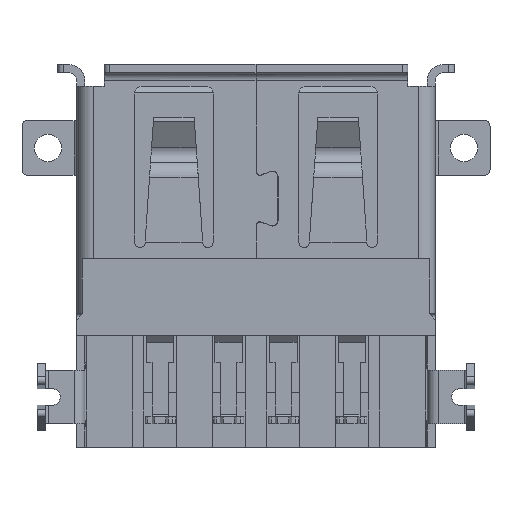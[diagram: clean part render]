
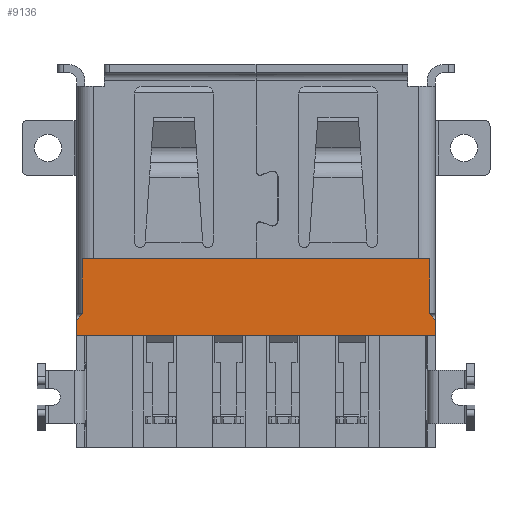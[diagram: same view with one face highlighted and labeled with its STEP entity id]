
A CAD part, front view. The second image highlights one B-rep face of the part: STEP entity #9136.
In plain terms, the highlighted planar face has unit normal (0, -1, 0).
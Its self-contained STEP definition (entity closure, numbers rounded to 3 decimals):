
#296 = DIRECTION ( 'NONE',  ( 0., 0., 1. ) ) ;
#524 = CARTESIAN_POINT ( 'NONE',  ( -6.35, -3.63, -1.7 ) ) ;
#878 = CARTESIAN_POINT ( 'NONE',  ( 6.55, -3.63, -2.5 ) ) ;
#908 = CARTESIAN_POINT ( 'NONE',  ( -6.55, -3.63, -2.5 ) ) ;
#1073 = ORIENTED_EDGE ( 'NONE', *, *, #11561, .T. ) ;
#1200 = DIRECTION ( 'NONE',  ( 0., 0., -1. ) ) ;
#1296 = CARTESIAN_POINT ( 'NONE',  ( -6.35, -3.63, 0.3 ) ) ;
#1370 = LINE ( 'NONE', #5859, #10924 ) ;
#1865 = CARTESIAN_POINT ( 'NONE',  ( 6.55, -3.63, -2.5 ) ) ;
#2529 = VECTOR ( 'NONE', #16744, 1000. ) ;
#2934 = DIRECTION ( 'NONE',  ( 0., -1., 0. ) ) ;
#4023 = VERTEX_POINT ( 'NONE', #6126 ) ;
#4112 = CARTESIAN_POINT ( 'NONE',  ( 0., -3.63, 0.3 ) ) ;
#4181 = CARTESIAN_POINT ( 'NONE',  ( 6.35, -3.63, 0. ) ) ;
#4526 = VERTEX_POINT ( 'NONE', #8827 ) ;
#4561 = EDGE_CURVE ( 'NONE', #9053, #9336, #7902, .T. ) ;
#5067 = EDGE_CURVE ( 'NONE', #19396, #11478, #15863, .T. ) ;
#5787 = VERTEX_POINT ( 'NONE', #908 ) ;
#5822 = CARTESIAN_POINT ( 'NONE',  ( -6.35, -3.63, 0. ) ) ;
#5859 = CARTESIAN_POINT ( 'NONE',  ( -6.55, -3.63, 0. ) ) ;
#5892 = ORIENTED_EDGE ( 'NONE', *, *, #16090, .F. ) ;
#6126 = CARTESIAN_POINT ( 'NONE',  ( 6.35, -3.63, -1.7 ) ) ;
#6344 = VECTOR ( 'NONE', #17579, 1000. ) ;
#6601 = VECTOR ( 'NONE', #8825, 1000. ) ;
#7902 = LINE ( 'NONE', #5822, #2529 ) ;
#8198 = VECTOR ( 'NONE', #16141, 1000. ) ;
#8290 = LINE ( 'NONE', #11517, #6344 ) ;
#8399 = EDGE_CURVE ( 'NONE', #5787, #19396, #13243, .T. ) ;
#8622 = DIRECTION ( 'NONE',  ( 0., 0., 1. ) ) ;
#8667 = DIRECTION ( 'NONE',  ( 1., 0., 0. ) ) ;
#8825 = DIRECTION ( 'NONE',  ( -1., 0., 0. ) ) ;
#8827 = CARTESIAN_POINT ( 'NONE',  ( 6.35, -3.63, 0.3 ) ) ;
#9021 = CARTESIAN_POINT ( 'NONE',  ( 6.55, -3.63, -1.95 ) ) ;
#9053 = VERTEX_POINT ( 'NONE', #1296 ) ;
#9136 = ADVANCED_FACE ( 'NONE', ( #18298 ), #18701, .T. ) ;
#9336 = VERTEX_POINT ( 'NONE', #524 ) ;
#9515 = ORIENTED_EDGE ( 'NONE', *, *, #12609, .T. ) ;
#10105 = VERTEX_POINT ( 'NONE', #12054 ) ;
#10128 = EDGE_LOOP ( 'NONE', ( #1073, #12250, #18065, #5892, #13097, #14630, #15090, #9515 ) ) ;
#10354 = VECTOR ( 'NONE', #8622, 1000. ) ;
#10514 = LINE ( 'NONE', #4112, #6601 ) ;
#10924 = VECTOR ( 'NONE', #1200, 1000. ) ;
#11151 = LINE ( 'NONE', #11245, #8198 ) ;
#11245 = CARTESIAN_POINT ( 'NONE',  ( -6.35, -3.63, -1.7 ) ) ;
#11304 = CARTESIAN_POINT ( 'NONE',  ( 6.55, -3.63, 0. ) ) ;
#11478 = VERTEX_POINT ( 'NONE', #9021 ) ;
#11517 = CARTESIAN_POINT ( 'NONE',  ( 6.55, -3.63, -1.95 ) ) ;
#11561 = EDGE_CURVE ( 'NONE', #10105, #5787, #1370, .T. ) ;
#12054 = CARTESIAN_POINT ( 'NONE',  ( -6.55, -3.63, -1.95 ) ) ;
#12250 = ORIENTED_EDGE ( 'NONE', *, *, #8399, .T. ) ;
#12609 = EDGE_CURVE ( 'NONE', #9336, #10105, #11151, .T. ) ;
#13097 = ORIENTED_EDGE ( 'NONE', *, *, #18028, .T. ) ;
#13243 = LINE ( 'NONE', #878, #17119 ) ;
#14102 = AXIS2_PLACEMENT_3D ( 'NONE', #17008, #2934, #15710 ) ;
#14630 = ORIENTED_EDGE ( 'NONE', *, *, #19611, .T. ) ;
#15090 = ORIENTED_EDGE ( 'NONE', *, *, #4561, .T. ) ;
#15710 = DIRECTION ( 'NONE',  ( 0., 0., -1. ) ) ;
#15863 = LINE ( 'NONE', #11304, #18763 ) ;
#16090 = EDGE_CURVE ( 'NONE', #4023, #11478, #8290, .T. ) ;
#16141 = DIRECTION ( 'NONE',  ( -0.625, 0., -0.781 ) ) ;
#16744 = DIRECTION ( 'NONE',  ( 0., 0., -1. ) ) ;
#17008 = CARTESIAN_POINT ( 'NONE',  ( 0., -3.63, 0. ) ) ;
#17119 = VECTOR ( 'NONE', #8667, 1000. ) ;
#17399 = LINE ( 'NONE', #4181, #10354 ) ;
#17579 = DIRECTION ( 'NONE',  ( 0.625, 0., -0.781 ) ) ;
#18028 = EDGE_CURVE ( 'NONE', #4023, #4526, #17399, .T. ) ;
#18065 = ORIENTED_EDGE ( 'NONE', *, *, #5067, .T. ) ;
#18298 = FACE_OUTER_BOUND ( 'NONE', #10128, .T. ) ;
#18701 = PLANE ( 'NONE',  #14102 ) ;
#18763 = VECTOR ( 'NONE', #296, 1000. ) ;
#19396 = VERTEX_POINT ( 'NONE', #1865 ) ;
#19611 = EDGE_CURVE ( 'NONE', #4526, #9053, #10514, .T. ) ;
